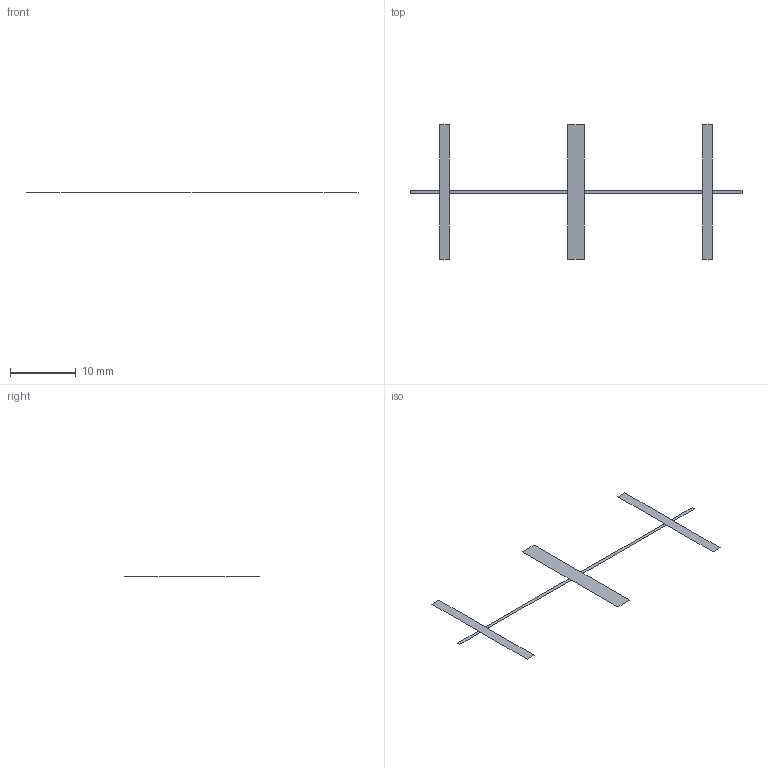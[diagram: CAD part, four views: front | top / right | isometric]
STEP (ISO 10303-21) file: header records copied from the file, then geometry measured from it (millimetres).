
FILE_DESCRIPTION(('FreeCAD Model'),'2;1');
FILE_NAME('Open CASCADE Shape Model','2025-05-08T01:55:32',(''),(''), 'Open CASCADE STEP processor 7.6','FreeCAD','Unknown');
FILE_SCHEMA(('AUTOMOTIVE_DESIGN { 1 0 10303 214 1 1 1 1 }'));
Length unit declared in the file: millimetre
Products named in the file (1): filter_as_face
Bounding box: 50.5 x 20.5 x 0 mm (x, y, z)
Surface area: 135.2 mm2 (no closed solid volume)
Topology: 0 solids, 1 shells, 7 faces, 34 edges, 28 vertices
Faces by surface type: bspline 7
Entity records: 318 total; most frequent: CARTESIAN_POINT 125, ORIENTED_EDGE 40, EDGE_CURVE 34, B_SPLINE_CURVE_WITH_KNOTS 34, VERTEX_POINT 28, ADVANCED_FACE 7, FACE_BOUND 7, EDGE_LOOP 7
